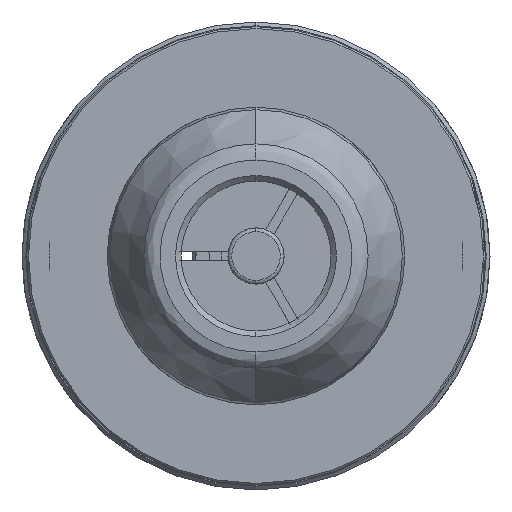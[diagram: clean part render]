
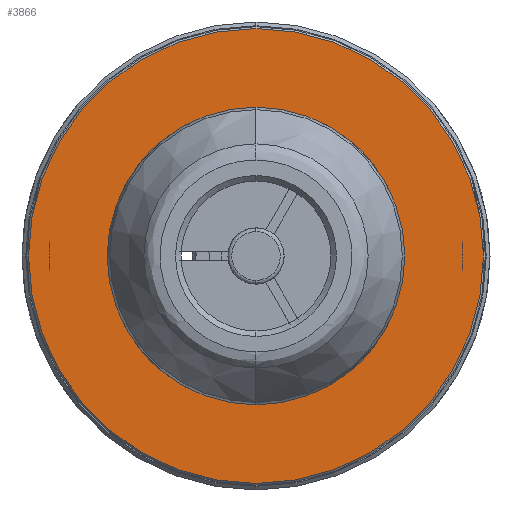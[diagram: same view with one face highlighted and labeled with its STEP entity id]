
A CAD part, left-side view. The second image highlights one B-rep face of the part: STEP entity #3866.
In plain terms, the highlighted planar face has unit normal (1, 0, 0).
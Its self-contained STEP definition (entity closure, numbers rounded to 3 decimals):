
#200 = ORIENTED_EDGE ( 'NONE', *, *, #3136, .T. ) ;
#208 = CARTESIAN_POINT ( 'NONE',  ( -3.3, 0., 0. ) ) ;
#266 = CARTESIAN_POINT ( 'NONE',  ( -3.3, 0., -6.8 ) ) ;
#526 = VERTEX_POINT ( 'NONE', #6027 ) ;
#951 = DIRECTION ( 'NONE',  ( 0., 0., 1. ) ) ;
#993 = ORIENTED_EDGE ( 'NONE', *, *, #5547, .T. ) ;
#1000 = VERTEX_POINT ( 'NONE', #9504 ) ;
#1054 = CARTESIAN_POINT ( 'NONE',  ( -3.3, 0., 6.8 ) ) ;
#1112 = AXIS2_PLACEMENT_3D ( 'NONE', #4294, #9556, #5043 ) ;
#1140 = EDGE_CURVE ( 'NONE', #1000, #526, #4410, .T. ) ;
#2645 = ORIENTED_EDGE ( 'NONE', *, *, #5662, .T. ) ;
#2800 = CIRCLE ( 'NONE', #4131, 12.15 ) ;
#2829 = DIRECTION ( 'NONE',  ( 1., 0., 0. ) ) ;
#2903 = CARTESIAN_POINT ( 'NONE',  ( -3.3, 0., 0. ) ) ;
#3059 = AXIS2_PLACEMENT_3D ( 'NONE', #7937, #9456, #4947 ) ;
#3136 = EDGE_CURVE ( 'NONE', #7932, #9638, #7043, .T. ) ;
#3492 = EDGE_LOOP ( 'NONE', ( #2645, #9229 ) ) ;
#3667 = DIRECTION ( 'NONE',  ( 0., 0., -1. ) ) ;
#3866 = ADVANCED_FACE ( 'NONE', ( #4957, #5427 ), #6418, .T. ) ;
#4131 = AXIS2_PLACEMENT_3D ( 'NONE', #2903, #8152, #3667 ) ;
#4294 = CARTESIAN_POINT ( 'NONE',  ( -3.3, 0., 0. ) ) ;
#4410 = CIRCLE ( 'NONE', #9114, 12.15 ) ;
#4947 = DIRECTION ( 'NONE',  ( 0., 0., -1. ) ) ;
#4957 = FACE_BOUND ( 'NONE', #5095, .T. ) ;
#5043 = DIRECTION ( 'NONE',  ( 0., 0., 1. ) ) ;
#5095 = EDGE_LOOP ( 'NONE', ( #200, #993 ) ) ;
#5427 = FACE_OUTER_BOUND ( 'NONE', #3492, .T. ) ;
#5446 = DIRECTION ( 'NONE',  ( -1., 0., 0. ) ) ;
#5547 = EDGE_CURVE ( 'NONE', #9638, #7932, #7277, .T. ) ;
#5662 = EDGE_CURVE ( 'NONE', #526, #1000, #2800, .T. ) ;
#6027 = CARTESIAN_POINT ( 'NONE',  ( -3.3, 0., -12.15 ) ) ;
#6418 = PLANE ( 'NONE',  #3059 ) ;
#7043 = CIRCLE ( 'NONE', #7654, 6.8 ) ;
#7277 = CIRCLE ( 'NONE', #1112, 6.8 ) ;
#7332 = CARTESIAN_POINT ( 'NONE',  ( -3.3, 0., 0. ) ) ;
#7654 = AXIS2_PLACEMENT_3D ( 'NONE', #208, #5446, #951 ) ;
#7932 = VERTEX_POINT ( 'NONE', #1054 ) ;
#7937 = CARTESIAN_POINT ( 'NONE',  ( -3.3, 12.25, 0. ) ) ;
#8090 = DIRECTION ( 'NONE',  ( 0., 0., -1. ) ) ;
#8152 = DIRECTION ( 'NONE',  ( 1., 0., 0. ) ) ;
#9114 = AXIS2_PLACEMENT_3D ( 'NONE', #7332, #2829, #8090 ) ;
#9229 = ORIENTED_EDGE ( 'NONE', *, *, #1140, .T. ) ;
#9456 = DIRECTION ( 'NONE',  ( 1., 0., 0. ) ) ;
#9504 = CARTESIAN_POINT ( 'NONE',  ( -3.3, 0., 12.15 ) ) ;
#9556 = DIRECTION ( 'NONE',  ( -1., 0., 0. ) ) ;
#9638 = VERTEX_POINT ( 'NONE', #266 ) ;
